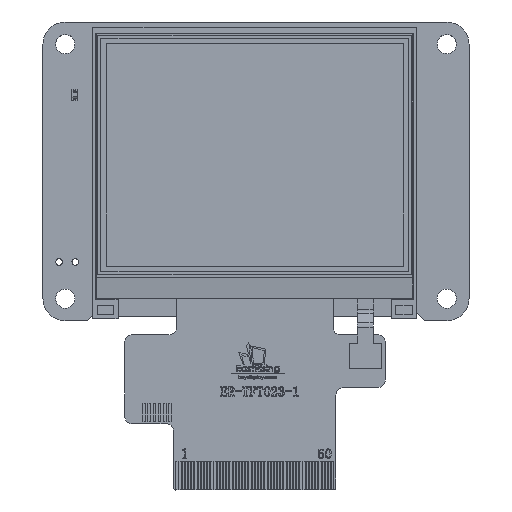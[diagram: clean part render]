
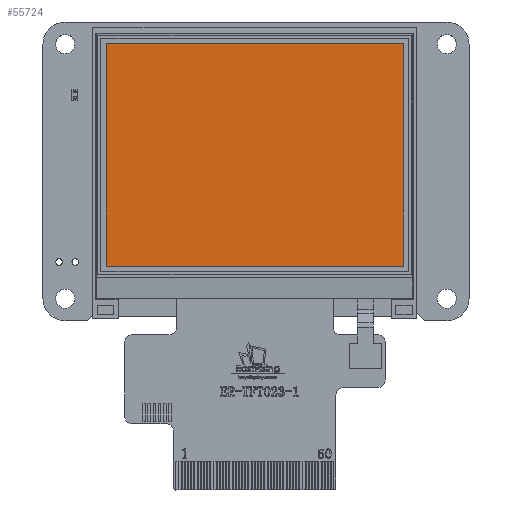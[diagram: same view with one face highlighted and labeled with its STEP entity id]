
A CAD part, top view. The second image highlights one B-rep face of the part: STEP entity #55724.
In plain terms, the highlighted face is planar.
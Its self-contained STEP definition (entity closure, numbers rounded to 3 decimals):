
#55592 = EDGE_CURVE('',#55593,#55595,#55597,.T.);
#55593 = VERTEX_POINT('',#55594);
#55594 = CARTESIAN_POINT('',(-23.38,-0.01,14.61));
#55595 = VERTEX_POINT('',#55596);
#55596 = CARTESIAN_POINT('',(-23.38,-0.01,-20.45));
#55597 = LINE('',#55598,#55599);
#55598 = CARTESIAN_POINT('',(-23.38,-0.01,0.));
#55599 = VECTOR('',#55600,1.);
#55600 = DIRECTION('',(0.,0.,-1.));
#55602 = EDGE_CURVE('',#55595,#55603,#55605,.T.);
#55603 = VERTEX_POINT('',#55604);
#55604 = CARTESIAN_POINT('',(23.38,-0.01,-20.45));
#55605 = LINE('',#55606,#55607);
#55606 = CARTESIAN_POINT('',(0.,-0.01,-20.45));
#55607 = VECTOR('',#55608,1.);
#55608 = DIRECTION('',(1.,0.,0.));
#55610 = EDGE_CURVE('',#55603,#55611,#55613,.T.);
#55611 = VERTEX_POINT('',#55612);
#55612 = CARTESIAN_POINT('',(23.38,-0.01,14.61));
#55613 = LINE('',#55614,#55615);
#55614 = CARTESIAN_POINT('',(23.38,-0.01,0.));
#55615 = VECTOR('',#55616,1.);
#55616 = DIRECTION('',(0.,0.,1.));
#55618 = EDGE_CURVE('',#55611,#55593,#55619,.T.);
#55619 = LINE('',#55620,#55621);
#55620 = CARTESIAN_POINT('',(0.,-0.01,14.61));
#55621 = VECTOR('',#55622,1.);
#55622 = DIRECTION('',(-1.,-0.,0.));
#55724 = ADVANCED_FACE('',(#55725),#55731,.T.);
#55725 = FACE_BOUND('',#55726,.T.);
#55726 = EDGE_LOOP('',(#55727,#55728,#55729,#55730));
#55727 = ORIENTED_EDGE('',*,*,#55602,.F.);
#55728 = ORIENTED_EDGE('',*,*,#55592,.F.);
#55729 = ORIENTED_EDGE('',*,*,#55618,.F.);
#55730 = ORIENTED_EDGE('',*,*,#55610,.F.);
#55731 = PLANE('',#55732);
#55732 = AXIS2_PLACEMENT_3D('',#55733,#55734,#55735);
#55733 = CARTESIAN_POINT('',(0.,-0.01,0.));
#55734 = DIRECTION('',(-0.,1.,0.));
#55735 = DIRECTION('',(0.,0.,1.));
